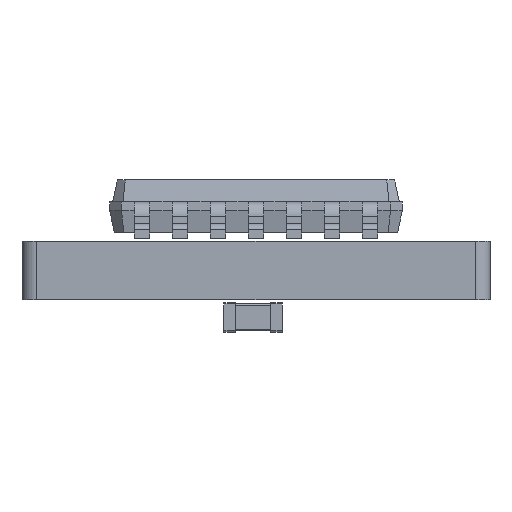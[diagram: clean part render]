
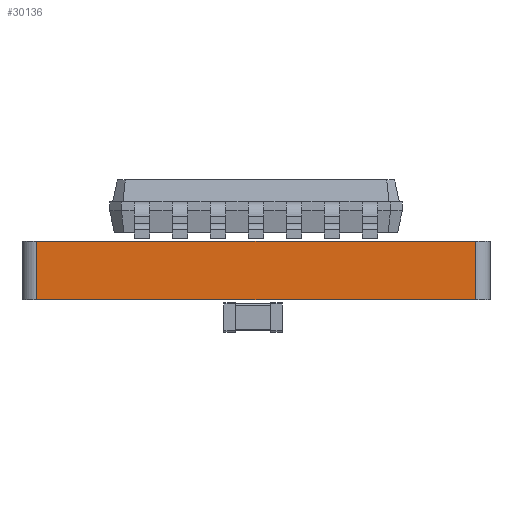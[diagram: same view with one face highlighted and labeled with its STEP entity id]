
A CAD part, front view. The second image highlights one B-rep face of the part: STEP entity #30136.
In plain terms, the highlighted planar face has unit normal (0, -1, 0).
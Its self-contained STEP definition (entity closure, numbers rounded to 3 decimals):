
#28715 = PLANE('',#28716);
#28716 = AXIS2_PLACEMENT_3D('',#28717,#28718,#28719);
#28717 = CARTESIAN_POINT('',(3.268,23.933,1.));
#28718 = DIRECTION('',(0.,0.,-1.));
#28719 = DIRECTION('',(-1.,0.,0.));
#28774 = PLANE('',#28775);
#28775 = AXIS2_PLACEMENT_3D('',#28776,#28777,#28778);
#28776 = CARTESIAN_POINT('',(3.268,23.933,0.));
#28777 = DIRECTION('',(0.,0.,-1.));
#28778 = DIRECTION('',(-1.,0.,0.));
#29019 = VERTEX_POINT('',#29020);
#29020 = CARTESIAN_POINT('',(7.75,0.,0.));
#29039 = CYLINDRICAL_SURFACE('',#29040,0.25);
#29040 = AXIS2_PLACEMENT_3D('',#29041,#29042,#29043);
#29041 = CARTESIAN_POINT('',(7.75,0.25,0.));
#29042 = DIRECTION('',(0.,0.,-1.));
#29043 = DIRECTION('',(1.,0.,0.));
#29051 = EDGE_CURVE('',#29019,#29052,#29054,.T.);
#29052 = VERTEX_POINT('',#29053);
#29053 = CARTESIAN_POINT('',(0.25,0.,0.));
#29054 = SURFACE_CURVE('',#29055,(#29059,#29066),.PCURVE_S1.);
#29055 = LINE('',#29056,#29057);
#29056 = CARTESIAN_POINT('',(7.75,0.,0.));
#29057 = VECTOR('',#29058,1.);
#29058 = DIRECTION('',(-1.,0.,0.));
#29059 = PCURVE('',#28774,#29060);
#29060 = DEFINITIONAL_REPRESENTATION('',(#29061),#29065);
#29061 = LINE('',#29062,#29063);
#29062 = CARTESIAN_POINT('',(-4.482,-23.933));
#29063 = VECTOR('',#29064,1.);
#29064 = DIRECTION('',(1.,0.));
#29065 = ( GEOMETRIC_REPRESENTATION_CONTEXT(2) 
PARAMETRIC_REPRESENTATION_CONTEXT() REPRESENTATION_CONTEXT('2D SPACE',''
  ) );
#29066 = PCURVE('',#29067,#29072);
#29067 = PLANE('',#29068);
#29068 = AXIS2_PLACEMENT_3D('',#29069,#29070,#29071);
#29069 = CARTESIAN_POINT('',(7.75,0.,0.));
#29070 = DIRECTION('',(0.,-1.,0.));
#29071 = DIRECTION('',(-1.,0.,0.));
#29072 = DEFINITIONAL_REPRESENTATION('',(#29073),#29077);
#29073 = LINE('',#29074,#29075);
#29074 = CARTESIAN_POINT('',(0.,0.));
#29075 = VECTOR('',#29076,1.);
#29076 = DIRECTION('',(1.,0.));
#29077 = ( GEOMETRIC_REPRESENTATION_CONTEXT(2) 
PARAMETRIC_REPRESENTATION_CONTEXT() REPRESENTATION_CONTEXT('2D SPACE',''
  ) );
#29100 = CYLINDRICAL_SURFACE('',#29101,0.25);
#29101 = AXIS2_PLACEMENT_3D('',#29102,#29103,#29104);
#29102 = CARTESIAN_POINT('',(0.25,0.25,0.));
#29103 = DIRECTION('',(0.,0.,-1.));
#29104 = DIRECTION('',(1.,0.,0.));
#29558 = VERTEX_POINT('',#29559);
#29559 = CARTESIAN_POINT('',(7.75,0.,1.));
#29585 = EDGE_CURVE('',#29558,#29586,#29588,.T.);
#29586 = VERTEX_POINT('',#29587);
#29587 = CARTESIAN_POINT('',(0.25,0.,1.));
#29588 = SURFACE_CURVE('',#29589,(#29593,#29600),.PCURVE_S1.);
#29589 = LINE('',#29590,#29591);
#29590 = CARTESIAN_POINT('',(7.75,0.,1.));
#29591 = VECTOR('',#29592,1.);
#29592 = DIRECTION('',(-1.,0.,0.));
#29593 = PCURVE('',#28715,#29594);
#29594 = DEFINITIONAL_REPRESENTATION('',(#29595),#29599);
#29595 = LINE('',#29596,#29597);
#29596 = CARTESIAN_POINT('',(-4.482,-23.933));
#29597 = VECTOR('',#29598,1.);
#29598 = DIRECTION('',(1.,0.));
#29599 = ( GEOMETRIC_REPRESENTATION_CONTEXT(2) 
PARAMETRIC_REPRESENTATION_CONTEXT() REPRESENTATION_CONTEXT('2D SPACE',''
  ) );
#29600 = PCURVE('',#29067,#29601);
#29601 = DEFINITIONAL_REPRESENTATION('',(#29602),#29606);
#29602 = LINE('',#29603,#29604);
#29603 = CARTESIAN_POINT('',(0.,-1.));
#29604 = VECTOR('',#29605,1.);
#29605 = DIRECTION('',(1.,0.));
#29606 = ( GEOMETRIC_REPRESENTATION_CONTEXT(2) 
PARAMETRIC_REPRESENTATION_CONTEXT() REPRESENTATION_CONTEXT('2D SPACE',''
  ) );
#30088 = EDGE_CURVE('',#29052,#29586,#30089,.T.);
#30089 = SURFACE_CURVE('',#30090,(#30094,#30101),.PCURVE_S1.);
#30090 = LINE('',#30091,#30092);
#30091 = CARTESIAN_POINT('',(0.25,0.,0.));
#30092 = VECTOR('',#30093,1.);
#30093 = DIRECTION('',(0.,0.,1.));
#30094 = PCURVE('',#29100,#30095);
#30095 = DEFINITIONAL_REPRESENTATION('',(#30096),#30100);
#30096 = LINE('',#30097,#30098);
#30097 = CARTESIAN_POINT('',(-4.712,0.));
#30098 = VECTOR('',#30099,1.);
#30099 = DIRECTION('',(0.,-1.));
#30100 = ( GEOMETRIC_REPRESENTATION_CONTEXT(2) 
PARAMETRIC_REPRESENTATION_CONTEXT() REPRESENTATION_CONTEXT('2D SPACE',''
  ) );
#30101 = PCURVE('',#29067,#30102);
#30102 = DEFINITIONAL_REPRESENTATION('',(#30103),#30107);
#30103 = LINE('',#30104,#30105);
#30104 = CARTESIAN_POINT('',(7.5,0.));
#30105 = VECTOR('',#30106,1.);
#30106 = DIRECTION('',(0.,-1.));
#30107 = ( GEOMETRIC_REPRESENTATION_CONTEXT(2) 
PARAMETRIC_REPRESENTATION_CONTEXT() REPRESENTATION_CONTEXT('2D SPACE',''
  ) );
#30113 = EDGE_CURVE('',#29019,#29558,#30114,.T.);
#30114 = SURFACE_CURVE('',#30115,(#30119,#30126),.PCURVE_S1.);
#30115 = LINE('',#30116,#30117);
#30116 = CARTESIAN_POINT('',(7.75,0.,0.));
#30117 = VECTOR('',#30118,1.);
#30118 = DIRECTION('',(0.,0.,1.));
#30119 = PCURVE('',#29039,#30120);
#30120 = DEFINITIONAL_REPRESENTATION('',(#30121),#30125);
#30121 = LINE('',#30122,#30123);
#30122 = CARTESIAN_POINT('',(-4.712,0.));
#30123 = VECTOR('',#30124,1.);
#30124 = DIRECTION('',(0.,-1.));
#30125 = ( GEOMETRIC_REPRESENTATION_CONTEXT(2) 
PARAMETRIC_REPRESENTATION_CONTEXT() REPRESENTATION_CONTEXT('2D SPACE',''
  ) );
#30126 = PCURVE('',#29067,#30127);
#30127 = DEFINITIONAL_REPRESENTATION('',(#30128),#30132);
#30128 = LINE('',#30129,#30130);
#30129 = CARTESIAN_POINT('',(0.,0.));
#30130 = VECTOR('',#30131,1.);
#30131 = DIRECTION('',(0.,-1.));
#30132 = ( GEOMETRIC_REPRESENTATION_CONTEXT(2) 
PARAMETRIC_REPRESENTATION_CONTEXT() REPRESENTATION_CONTEXT('2D SPACE',''
  ) );
#30136 = ADVANCED_FACE('',(#30137),#29067,.T.);
#30137 = FACE_BOUND('',#30138,.T.);
#30138 = EDGE_LOOP('',(#30139,#30140,#30141,#30142));
#30139 = ORIENTED_EDGE('',*,*,#30113,.T.);
#30140 = ORIENTED_EDGE('',*,*,#29585,.T.);
#30141 = ORIENTED_EDGE('',*,*,#30088,.F.);
#30142 = ORIENTED_EDGE('',*,*,#29051,.F.);
